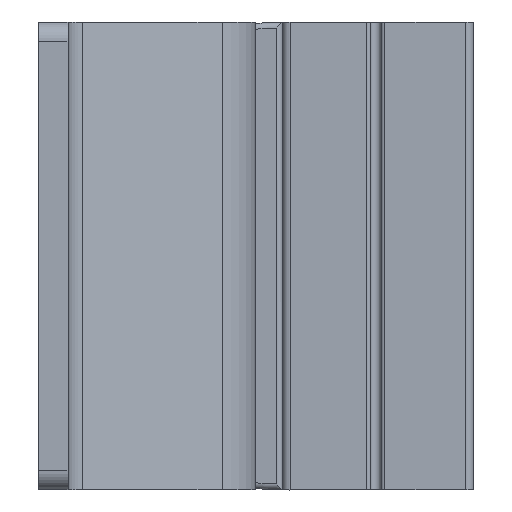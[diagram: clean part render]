
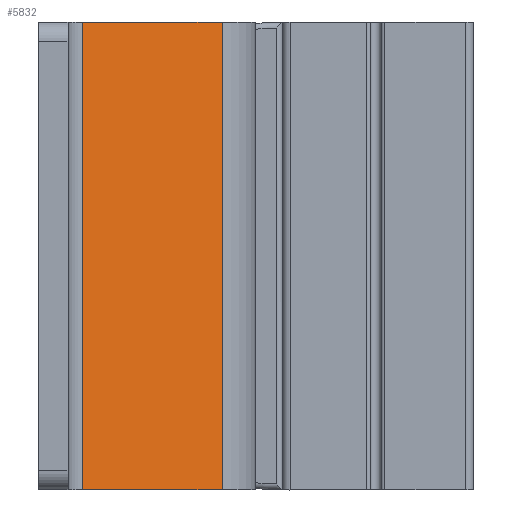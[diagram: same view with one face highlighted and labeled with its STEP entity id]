
A CAD part, front view. The second image highlights one B-rep face of the part: STEP entity #5832.
In plain terms, the highlighted planar face has unit normal (0.5, -0.866, 0).
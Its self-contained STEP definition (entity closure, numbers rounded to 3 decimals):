
#5133=DIRECTION('',(0.866,0.5,0.));
#5134=VECTOR('',#5133,8.266);
#5135=CARTESIAN_POINT('',(2.25,-17.433,-12.));
#5136=LINE('',#5135,#5134);
#5317=DIRECTION('',(0.866,0.5,0.));
#5318=VECTOR('',#5317,8.266);
#5319=CARTESIAN_POINT('',(2.25,-17.433,12.));
#5320=LINE('',#5319,#5318);
#5347=DIRECTION('',(0.,0.,-1.));
#5348=VECTOR('',#5347,24.);
#5349=CARTESIAN_POINT('',(9.409,-13.3,12.));
#5350=LINE('',#5349,#5348);
#5351=DIRECTION('',(0.,0.,1.));
#5352=VECTOR('',#5351,24.);
#5353=CARTESIAN_POINT('',(2.25,-17.433,-12.));
#5354=LINE('',#5353,#5352);
#5507=CARTESIAN_POINT('',(2.25,-17.433,-12.));
#5508=CARTESIAN_POINT('',(2.25,-17.433,12.));
#5509=VERTEX_POINT('',#5507);
#5510=VERTEX_POINT('',#5508);
#5524=CARTESIAN_POINT('',(9.409,-13.3,-12.));
#5526=VERTEX_POINT('',#5524);
#5527=CARTESIAN_POINT('',(9.409,-13.3,12.));
#5528=VERTEX_POINT('',#5527);
#5820=CARTESIAN_POINT('',(1.5,-17.866,-12.));
#5821=DIRECTION('',(0.5,-0.866,0.));
#5822=DIRECTION('',(0.866,0.5,0.));
#5823=AXIS2_PLACEMENT_3D('',#5820,#5821,#5822);
#5824=PLANE('',#5823);
#5825=ORIENTED_EDGE('',*,*,#5813,.T.);
#5826=ORIENTED_EDGE('',*,*,#5590,.F.);
#5828=ORIENTED_EDGE('',*,*,#5827,.T.);
#5829=ORIENTED_EDGE('',*,*,#5787,.T.);
#5830=EDGE_LOOP('',(#5825,#5826,#5828,#5829));
#5831=FACE_OUTER_BOUND('',#5830,.F.);
#5832=ADVANCED_FACE('',(#5831),#5824,.T.);
#5590=EDGE_CURVE('',#5509,#5526,#5136,.T.);
#5787=EDGE_CURVE('',#5510,#5528,#5320,.T.);
#5813=EDGE_CURVE('',#5528,#5526,#5350,.T.);
#5827=EDGE_CURVE('',#5509,#5510,#5354,.T.);
